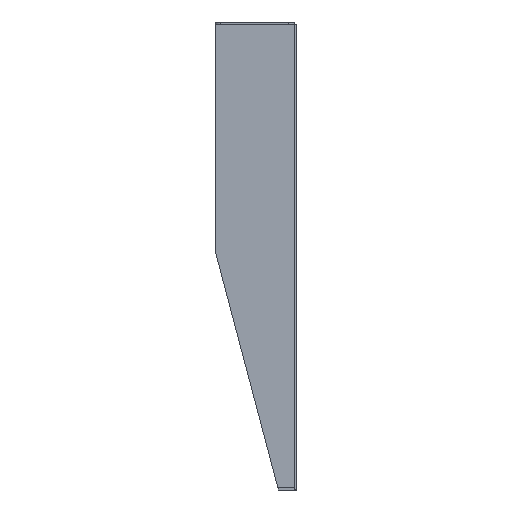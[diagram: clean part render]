
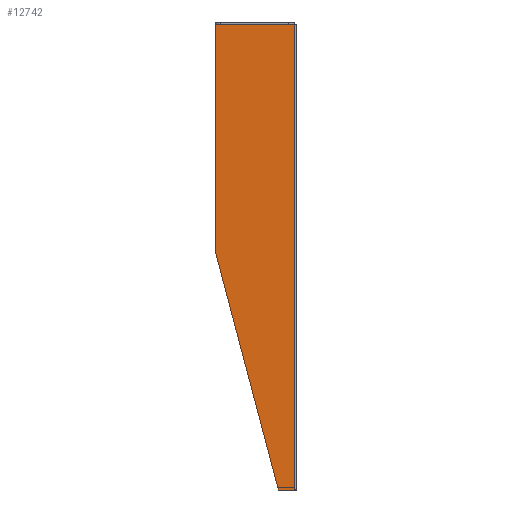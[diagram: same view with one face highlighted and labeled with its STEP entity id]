
A CAD part, left-side view. The second image highlights one B-rep face of the part: STEP entity #12742.
In plain terms, the highlighted planar face has unit normal (-1, 0, 0).
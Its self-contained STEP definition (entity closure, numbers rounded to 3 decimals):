
#376 = VERTEX_POINT ( 'NONE', #14968 ) ;
#1087 = VECTOR ( 'NONE', #4544, 1000. ) ;
#1096 = DIRECTION ( 'NONE',  ( 0., 1., 0. ) ) ;
#1848 = CARTESIAN_POINT ( 'NONE',  ( -223.5, 0.2, 125. ) ) ;
#1955 = ORIENTED_EDGE ( 'NONE', *, *, #2931, .T. ) ;
#2931 = EDGE_CURVE ( 'NONE', #14830, #376, #5988, .T. ) ;
#3266 = EDGE_CURVE ( 'NONE', #10176, #10989, #14923, .T. ) ;
#3658 = CARTESIAN_POINT ( 'NONE',  ( -223.5, 42.8, 0. ) ) ;
#3705 = ORIENTED_EDGE ( 'NONE', *, *, #3266, .T. ) ;
#4543 = CARTESIAN_POINT ( 'NONE',  ( -223.5, 39.154, -10.368 ) ) ;
#4544 = DIRECTION ( 'NONE',  ( 0., -1., 0. ) ) ;
#4805 = DIRECTION ( 'NONE',  ( 1., 0., 0. ) ) ;
#5253 = CARTESIAN_POINT ( 'NONE',  ( -223.5, 8.8, -125. ) ) ;
#5348 = VERTEX_POINT ( 'NONE', #1848 ) ;
#5988 = LINE ( 'NONE', #3658, #10258 ) ;
#6346 = CARTESIAN_POINT ( 'NONE',  ( -223.5, 0., 125. ) ) ;
#6734 = VECTOR ( 'NONE', #7212, 1000. ) ;
#7212 = DIRECTION ( 'NONE',  ( 0., 0., -1. ) ) ;
#7436 = EDGE_CURVE ( 'NONE', #5348, #10989, #14798, .T. ) ;
#8709 = CARTESIAN_POINT ( 'NONE',  ( -223.5, 0.2, -125. ) ) ;
#9273 = DIRECTION ( 'NONE',  ( 0., -0.256, -0.967 ) ) ;
#10027 = FACE_OUTER_BOUND ( 'NONE', #13636, .T. ) ;
#10176 = VERTEX_POINT ( 'NONE', #5253 ) ;
#10258 = VECTOR ( 'NONE', #15364, 1000. ) ;
#10789 = EDGE_CURVE ( 'NONE', #376, #10176, #15941, .T. ) ;
#10946 = VECTOR ( 'NONE', #9273, 1000. ) ;
#10989 = VERTEX_POINT ( 'NONE', #11052 ) ;
#11052 = CARTESIAN_POINT ( 'NONE',  ( -223.5, 0.2, -125. ) ) ;
#11488 = VECTOR ( 'NONE', #1096, 1000. ) ;
#11726 = CARTESIAN_POINT ( 'NONE',  ( -223.5, 42.8, 125. ) ) ;
#11820 = EDGE_CURVE ( 'NONE', #5348, #14830, #13905, .T. ) ;
#12742 = ADVANCED_FACE ( 'NONE', ( #10027 ), #16201, .F. ) ;
#13623 = ORIENTED_EDGE ( 'NONE', *, *, #10789, .T. ) ;
#13636 = EDGE_LOOP ( 'NONE', ( #13623, #3705, #14220, #13929, #1955 ) ) ;
#13905 = LINE ( 'NONE', #6346, #11488 ) ;
#13929 = ORIENTED_EDGE ( 'NONE', *, *, #11820, .T. ) ;
#14220 = ORIENTED_EDGE ( 'NONE', *, *, #7436, .F. ) ;
#14225 = AXIS2_PLACEMENT_3D ( 'NONE', #14946, #4805, #15119 ) ;
#14798 = LINE ( 'NONE', #8709, #6734 ) ;
#14830 = VERTEX_POINT ( 'NONE', #11726 ) ;
#14923 = LINE ( 'NONE', #15942, #1087 ) ;
#14946 = CARTESIAN_POINT ( 'NONE',  ( -223.5, 0., 0. ) ) ;
#14968 = CARTESIAN_POINT ( 'NONE',  ( -223.5, 42.8, 3.4 ) ) ;
#15119 = DIRECTION ( 'NONE',  ( 0., 1., 0. ) ) ;
#15364 = DIRECTION ( 'NONE',  ( 0., 0., -1. ) ) ;
#15941 = LINE ( 'NONE', #4543, #10946 ) ;
#15942 = CARTESIAN_POINT ( 'NONE',  ( -223.5, 0., -125. ) ) ;
#16201 = PLANE ( 'NONE',  #14225 ) ;
